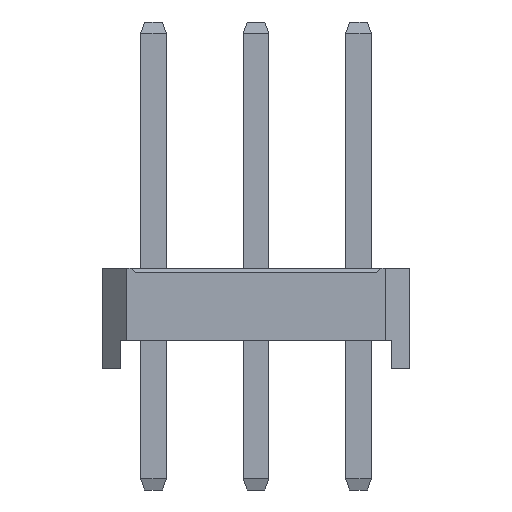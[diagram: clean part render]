
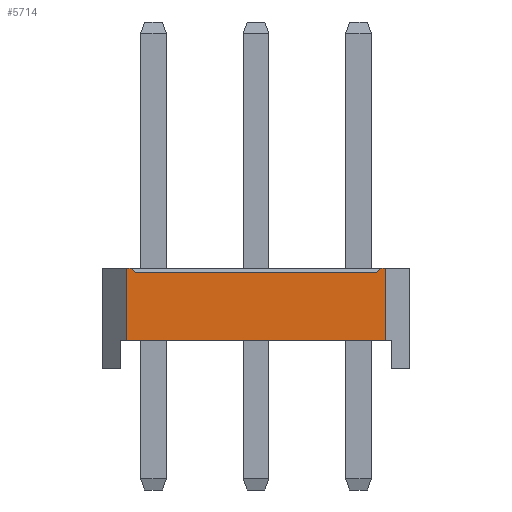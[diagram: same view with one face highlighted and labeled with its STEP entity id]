
A CAD part, left-side view. The second image highlights one B-rep face of the part: STEP entity #5714.
In plain terms, the highlighted planar face has unit normal (-1, 0, 0).
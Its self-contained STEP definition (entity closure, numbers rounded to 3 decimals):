
#5714=ADVANCED_FACE('',(#21662),#21664,.T.);
#21662=FACE_BOUND('',#21663,.T.);
#21663=EDGE_LOOP('',(#33949,#33950,#33951,#33952,#33953,#33954,#33955,#33956));
#21664=PLANE('',#21665);
#21665=AXIS2_PLACEMENT_3D('',#21666,#21667,#21668);
#21666=CARTESIAN_POINT('',(-1.27,5.75,0.));
#21667=DIRECTION('',(-1.,0.,0.));
#21668=DIRECTION('',(0.,-1.,0.));
#33949=ORIENTED_EDGE('',*,*,#41478,.F.);
#33950=ORIENTED_EDGE('',*,*,#41479,.T.);
#33951=ORIENTED_EDGE('',*,*,#41480,.F.);
#33952=ORIENTED_EDGE('',*,*,#39704,.F.);
#33953=ORIENTED_EDGE('',*,*,#41481,.F.);
#33954=ORIENTED_EDGE('',*,*,#39136,.T.);
#33955=ORIENTED_EDGE('',*,*,#41477,.T.);
#33956=ORIENTED_EDGE('',*,*,#39708,.F.);
#39136=EDGE_CURVE('',#43532,#43530,#43533,.T.);
#39704=EDGE_CURVE('',#44666,#44668,#44669,.T.);
#39708=EDGE_CURVE('',#44674,#44676,#44677,.T.);
#41477=EDGE_CURVE('',#43530,#44676,#47585,.T.);
#41478=EDGE_CURVE('',#47586,#44674,#47587,.F.);
#41479=EDGE_CURVE('',#47586,#47588,#47589,.T.);
#41480=EDGE_CURVE('',#44668,#47588,#47590,.F.);
#41481=EDGE_CURVE('',#43532,#44666,#47591,.T.);
#43530=VERTEX_POINT('',#50638);
#43532=VERTEX_POINT('',#50642);
#43533=LINE('',#50643,#50644);
#44666=VERTEX_POINT('',#52910);
#44668=VERTEX_POINT('',#52914);
#44669=LINE('',#52915,#52916);
#44674=VERTEX_POINT('',#52926);
#44676=VERTEX_POINT('',#52930);
#44677=LINE('',#52931,#52932);
#47585=LINE('',#59377,#59378);
#47586=VERTEX_POINT('',#59380);
#47587=LINE('',#59381,#59382);
#47588=VERTEX_POINT('',#59384);
#47589=LINE('',#59385,#59386);
#47590=LINE('',#59388,#59389);
#47591=LINE('',#59391,#59392);
#50638=CARTESIAN_POINT('',(-1.27,-0.67,0.7));
#50642=CARTESIAN_POINT('',(-1.27,5.75,0.7));
#50643=CARTESIAN_POINT('',(-1.27,5.75,0.7));
#50644=VECTOR('',#50645,1.);
#50645=DIRECTION('',(0.,-1.,0.));
#52910=CARTESIAN_POINT('',(-1.27,5.75,2.5));
#52914=CARTESIAN_POINT('',(-1.27,5.63,2.5));
#52915=CARTESIAN_POINT('',(-1.27,5.75,2.5));
#52916=VECTOR('',#52917,1.);
#52917=DIRECTION('',(0.,-1.,0.));
#52926=CARTESIAN_POINT('',(-1.27,-0.55,2.5));
#52930=CARTESIAN_POINT('',(-1.27,-0.67,2.5));
#52931=CARTESIAN_POINT('',(-1.27,-0.55,2.5));
#52932=VECTOR('',#52933,1.);
#52933=DIRECTION('',(0.,-1.,0.));
#59377=CARTESIAN_POINT('',(-1.27,-0.67,0.7));
#59378=VECTOR('',#59379,1.);
#59379=DIRECTION('',(0.,0.,1.));
#59380=CARTESIAN_POINT('',(-1.27,-0.45,2.4));
#59381=CARTESIAN_POINT('',(-1.27,-0.55,2.5));
#59382=VECTOR('',#59383,1.);
#59383=DIRECTION('',(0.,0.707,-0.707));
#59384=CARTESIAN_POINT('',(-1.27,5.53,2.4));
#59385=CARTESIAN_POINT('',(-1.27,-0.45,2.4));
#59386=VECTOR('',#59387,1.);
#59387=DIRECTION('',(0.,1.,0.));
#59388=CARTESIAN_POINT('',(-1.27,5.53,2.4));
#59389=VECTOR('',#59390,1.);
#59390=DIRECTION('',(0.,0.707,0.707));
#59391=CARTESIAN_POINT('',(-1.27,5.75,0.7));
#59392=VECTOR('',#59393,1.);
#59393=DIRECTION('',(0.,0.,1.));
